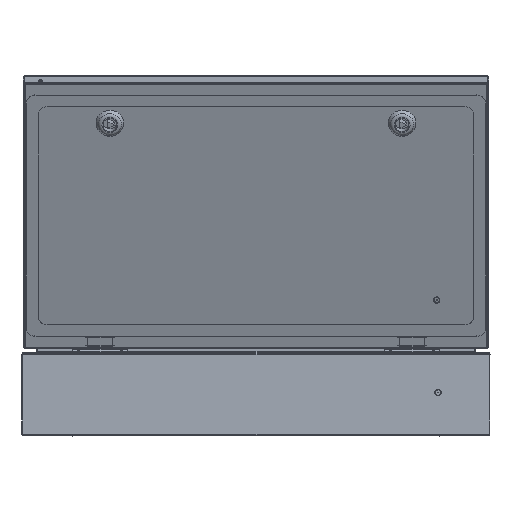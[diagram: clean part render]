
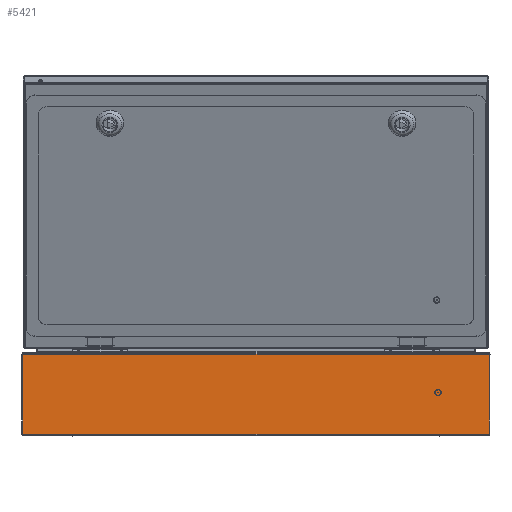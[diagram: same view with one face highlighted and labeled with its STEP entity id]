
A CAD part, left-side view. The second image highlights one B-rep face of the part: STEP entity #5421.
In plain terms, the highlighted planar face has unit normal (-1, 0, 0).
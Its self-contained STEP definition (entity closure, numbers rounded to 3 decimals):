
#589 = EDGE_LOOP ( 'NONE', ( #14951, #23325, #3339, #3944 ) ) ;
#1441 = FACE_OUTER_BOUND ( 'NONE', #589, .T. ) ;
#1700 = PLANE ( 'NONE',  #6064 ) ;
#2838 = CARTESIAN_POINT ( 'NONE',  ( -330., -268.965, 94. ) ) ;
#3339 = ORIENTED_EDGE ( 'NONE', *, *, #26964, .T. ) ;
#3944 = ORIENTED_EDGE ( 'NONE', *, *, #19739, .T. ) ;
#4045 = LINE ( 'NONE', #10527, #7389 ) ;
#5421 = ADVANCED_FACE ( 'NONE', ( #1441 ), #1700, .T. ) ;
#5560 = CARTESIAN_POINT ( 'NONE',  ( -330., 3570., 96. ) ) ;
#5766 = VERTEX_POINT ( 'NONE', #17026 ) ;
#5903 = VERTEX_POINT ( 'NONE', #15798 ) ;
#6064 = AXIS2_PLACEMENT_3D ( 'NONE', #5560, #18212, #9847 ) ;
#7389 = VECTOR ( 'NONE', #18618, 1000. ) ;
#7647 = EDGE_CURVE ( 'NONE', #16631, #5766, #22653, .T. ) ;
#7831 = DIRECTION ( 'NONE',  ( 0., 1., 0. ) ) ;
#8196 = DIRECTION ( 'NONE',  ( 0., -1., 0. ) ) ;
#9847 = DIRECTION ( 'NONE',  ( 0., 0., 1. ) ) ;
#10527 = CARTESIAN_POINT ( 'NONE',  ( -330., -268.965, 96. ) ) ;
#12235 = CARTESIAN_POINT ( 'NONE',  ( -330., -268.965, 94. ) ) ;
#12252 = VECTOR ( 'NONE', #7831, 1000. ) ;
#13050 = VERTEX_POINT ( 'NONE', #27004 ) ;
#13125 = EDGE_CURVE ( 'NONE', #5903, #16631, #4045, .T. ) ;
#13597 = VECTOR ( 'NONE', #8196, 1000. ) ;
#14939 = LINE ( 'NONE', #16455, #13597 ) ;
#14951 = ORIENTED_EDGE ( 'NONE', *, *, #13125, .T. ) ;
#15798 = CARTESIAN_POINT ( 'NONE',  ( -330., -268.965, 2. ) ) ;
#16455 = CARTESIAN_POINT ( 'NONE',  ( -330., 3570., 2. ) ) ;
#16535 = LINE ( 'NONE', #18461, #26377 ) ;
#16631 = VERTEX_POINT ( 'NONE', #2838 ) ;
#17026 = CARTESIAN_POINT ( 'NONE',  ( -330., 268.965, 94. ) ) ;
#18212 = DIRECTION ( 'NONE',  ( -1., 0., 0. ) ) ;
#18461 = CARTESIAN_POINT ( 'NONE',  ( -330., 268.965, 96. ) ) ;
#18618 = DIRECTION ( 'NONE',  ( 0., 0., 1. ) ) ;
#19739 = EDGE_CURVE ( 'NONE', #13050, #5903, #14939, .T. ) ;
#22653 = LINE ( 'NONE', #12235, #12252 ) ;
#23325 = ORIENTED_EDGE ( 'NONE', *, *, #7647, .T. ) ;
#24914 = DIRECTION ( 'NONE',  ( 0., 0., -1. ) ) ;
#26377 = VECTOR ( 'NONE', #24914, 1000. ) ;
#26964 = EDGE_CURVE ( 'NONE', #5766, #13050, #16535, .T. ) ;
#27004 = CARTESIAN_POINT ( 'NONE',  ( -330., 268.965, 2. ) ) ;
